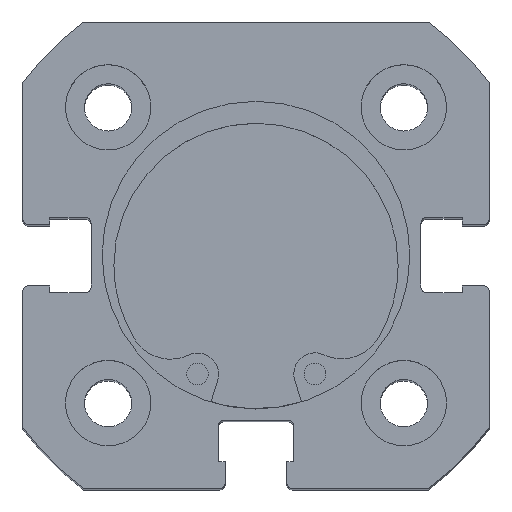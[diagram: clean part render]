
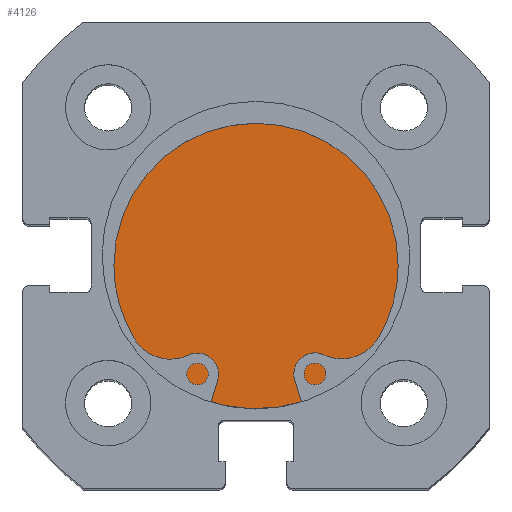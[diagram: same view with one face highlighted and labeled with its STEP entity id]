
A CAD part, top view. The second image highlights one B-rep face of the part: STEP entity #4126.
In plain terms, the highlighted face is planar.
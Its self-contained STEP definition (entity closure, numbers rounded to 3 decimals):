
#24 = AXIS2_PLACEMENT_3D ( 'NONE', #1148, #1137, #1135 ) ;
#31 = AXIS2_PLACEMENT_3D ( 'NONE', #1100, #1091, #1090 ) ;
#353 = AXIS2_PLACEMENT_3D ( 'NONE', #2325, #2354, #2355 ) ;
#581 = EDGE_CURVE ( 'NONE', #2858, #2859, #5348, .T. ) ;
#596 = EDGE_CURVE ( 'NONE', #2859, #2858, #5367, .T. ) ;
#1090 = DIRECTION ( 'NONE',  ( 0., 0., 1. ) ) ;
#1091 = DIRECTION ( 'NONE',  ( -1., 0., 0. ) ) ;
#1100 = CARTESIAN_POINT ( 'NONE',  ( 6., 0., 0. ) ) ;
#1135 = DIRECTION ( 'NONE',  ( 0., 0., 1. ) ) ;
#1137 = DIRECTION ( 'NONE',  ( -1., 0., 0. ) ) ;
#1148 = CARTESIAN_POINT ( 'NONE',  ( 6., 0., 0. ) ) ;
#1665 = FACE_OUTER_BOUND ( 'NONE', #4481, .T. ) ;
#2325 = CARTESIAN_POINT ( 'NONE',  ( 6., 13.5, 0. ) ) ;
#2348 = PLANE ( 'NONE',  #353 ) ;
#2354 = DIRECTION ( 'NONE',  ( -1., 0., 0. ) ) ;
#2355 = DIRECTION ( 'NONE',  ( 0., 0., 1. ) ) ;
#2858 = VERTEX_POINT ( 'NONE', #3065 ) ;
#2859 = VERTEX_POINT ( 'NONE', #3064 ) ;
#3064 = CARTESIAN_POINT ( 'NONE',  ( 6., 0., -13.5 ) ) ;
#3065 = CARTESIAN_POINT ( 'NONE',  ( 6., 0., 13.5 ) ) ;
#4126 = ADVANCED_FACE ( 'NONE', ( #1665 ), #2348, .F. ) ;
#4319 = ORIENTED_EDGE ( 'NONE', *, *, #581, .F. ) ;
#4407 = ORIENTED_EDGE ( 'NONE', *, *, #596, .F. ) ;
#4481 = EDGE_LOOP ( 'NONE', ( #4319, #4407 ) ) ;
#5348 = CIRCLE ( 'NONE', #24, 13.5 ) ;
#5367 = CIRCLE ( 'NONE', #31, 13.5 ) ;
